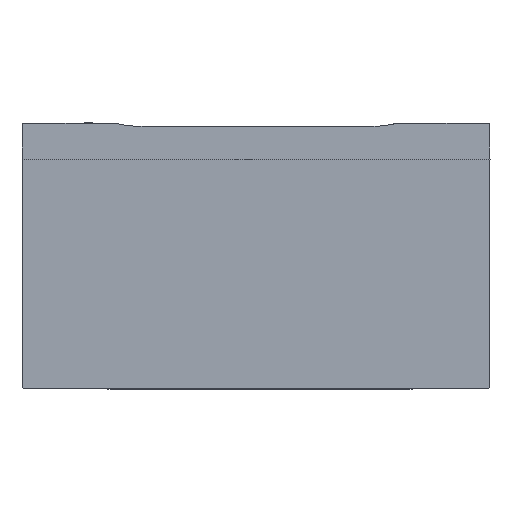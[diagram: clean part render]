
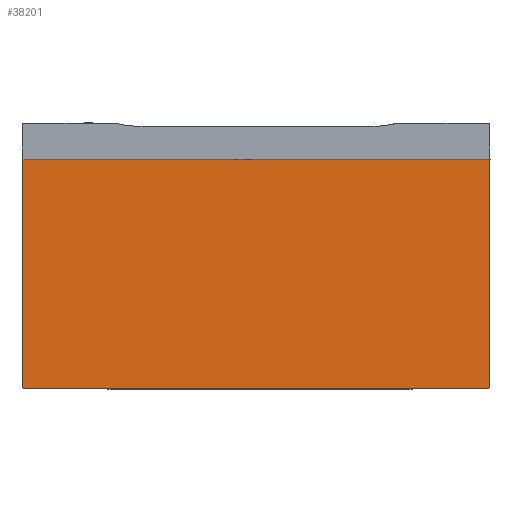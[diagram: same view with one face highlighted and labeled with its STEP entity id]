
A CAD part, front view. The second image highlights one B-rep face of the part: STEP entity #38201.
In plain terms, the highlighted planar face has unit normal (0, -1, -0.004).
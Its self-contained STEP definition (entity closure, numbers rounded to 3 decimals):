
#877 = DIRECTION ( 'NONE',  ( 1., 0., 0. ) ) ;
#885 = LINE ( 'NONE', #19719, #5985 ) ;
#1579 = AXIS2_PLACEMENT_3D ( 'NONE', #44786, #35533, #54342 ) ;
#5985 = VECTOR ( 'NONE', #11379, 1000. ) ;
#6095 = DIRECTION ( 'NONE',  ( 0.004, -0.004, 1. ) ) ;
#10605 = ORIENTED_EDGE ( 'NONE', *, *, #37229, .T. ) ;
#11379 = DIRECTION ( 'NONE',  ( 1., 0., 0. ) ) ;
#11607 = ORIENTED_EDGE ( 'NONE', *, *, #33637, .F. ) ;
#12136 = ORIENTED_EDGE ( 'NONE', *, *, #25283, .F. ) ;
#14721 = VERTEX_POINT ( 'NONE', #53844 ) ;
#14744 = CARTESIAN_POINT ( 'NONE',  ( 299.992, -175.992, 145.255 ) ) ;
#19416 = LINE ( 'NONE', #24329, #51616 ) ;
#19719 = CARTESIAN_POINT ( 'NONE',  ( 300., -175.359, 0. ) ) ;
#20218 = VECTOR ( 'NONE', #6095, 1000. ) ;
#24329 = CARTESIAN_POINT ( 'NONE',  ( 150., -176., 147. ) ) ;
#25036 = CARTESIAN_POINT ( 'NONE',  ( 0.006, -175.994, 145.691 ) ) ;
#25283 = EDGE_CURVE ( 'NONE', #34738, #37948, #19416, .T. ) ;
#25963 = FACE_OUTER_BOUND ( 'NONE', #48242, .T. ) ;
#27914 = VERTEX_POINT ( 'NONE', #44955 ) ;
#31966 = VECTOR ( 'NONE', #52807, 1000. ) ;
#33637 = EDGE_CURVE ( 'NONE', #27914, #34738, #33999, .T. ) ;
#33999 = LINE ( 'NONE', #25036, #31966 ) ;
#34738 = VERTEX_POINT ( 'NONE', #42106 ) ;
#35533 = DIRECTION ( 'NONE',  ( 0., -1., -0.004 ) ) ;
#37229 = EDGE_CURVE ( 'NONE', #14721, #37948, #37574, .T. ) ;
#37574 = LINE ( 'NONE', #14744, #20218 ) ;
#37948 = VERTEX_POINT ( 'NONE', #42057 ) ;
#38201 = ADVANCED_FACE ( 'NONE', ( #25963 ), #54643, .T. ) ;
#42057 = CARTESIAN_POINT ( 'NONE',  ( 300., -176., 147. ) ) ;
#42106 = CARTESIAN_POINT ( 'NONE',  ( 0., -176., 147. ) ) ;
#44786 = CARTESIAN_POINT ( 'NONE',  ( 300., -176., 147. ) ) ;
#44955 = CARTESIAN_POINT ( 'NONE',  ( 0.641, -175.359, 0. ) ) ;
#47921 = ORIENTED_EDGE ( 'NONE', *, *, #58277, .T. ) ;
#48242 = EDGE_LOOP ( 'NONE', ( #47921, #10605, #12136, #11607 ) ) ;
#51616 = VECTOR ( 'NONE', #877, 1000. ) ;
#52807 = DIRECTION ( 'NONE',  ( -0.004, -0.004, 1. ) ) ;
#53844 = CARTESIAN_POINT ( 'NONE',  ( 299.359, -175.359, 0. ) ) ;
#54342 = DIRECTION ( 'NONE',  ( 0., -0.004, 1. ) ) ;
#54643 = PLANE ( 'NONE',  #1579 ) ;
#58277 = EDGE_CURVE ( 'NONE', #27914, #14721, #885, .T. ) ;
